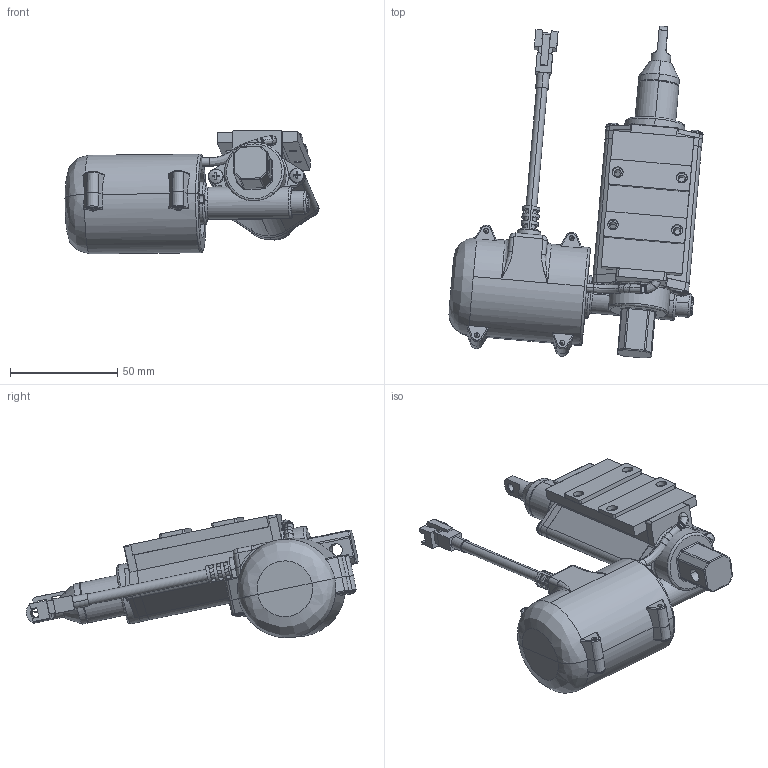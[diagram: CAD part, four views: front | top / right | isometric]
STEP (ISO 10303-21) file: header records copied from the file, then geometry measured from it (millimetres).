
FILE_DESCRIPTION (( 'STEP AP214' ), '1' );
FILE_NAME ('SKG-02-25-D2.STEP', '2023-12-27T10:34:54', ( '' ), ( '' ), 'SwSTEP 2.0', 'SolidWorks 2021', '' );
FILE_SCHEMA (( 'AUTOMOTIVE_DESIGN' ));
Length unit declared in the file: millimetre
Products named in the file (27): SKG_ASM_1_18; SKG_ASM_1_20; SKG_ASM_1_14; SKG_ASM_1_74; SKG_ASM_1_12; SKG_ASM_1_73; SKG_ASM_1_13; SKG_ASM_1_4; SKG_ASM_1_ASM; SKG_ASM_1_19; SKG_ASM_1_11; SKG_ASM_1_16; SKG_ASM_1_22; SKG_ASM_1_25; SKG_ASM_1_24; SKG_ASM_1_26; 65; SKG_ASM_1_17; SKG_ASM_1_21; 75; SKG_ASM_1_10; SKG_ASM_1_23; SKG_ASM_1_2; SKG_ASM_1_15; SKG_ASM_1_6; SKG-02-25-D2; SKG_ASM_1_8
Assembly tree (28 placements, depth 3):
  SKG-02-25-D2
    SKG_ASM_1_ASM
      SKG_ASM_1_2
      SKG_ASM_1_10
      SKG_ASM_1_11
      SKG_ASM_1_14
      SKG_ASM_1_15
      SKG_ASM_1_16
      SKG_ASM_1_17
      SKG_ASM_1_18
      SKG_ASM_1_19
      SKG_ASM_1_20
      SKG_ASM_1_21
      SKG_ASM_1_22
      SKG_ASM_1_23
      SKG_ASM_1_24
      SKG_ASM_1_25
      SKG_ASM_1_73
      SKG_ASM_1_74
    65
    SKG_ASM_1_4
    SKG_ASM_1_6
    SKG_ASM_1_8  x2
    SKG_ASM_1_26  x2
    75
    SKG_ASM_1_13
    SKG_ASM_1_12
Bounding box: 118.43 x 154.79 x 57.64 mm (x, y, z)
Volume: 97688.5 mm3; surface area: 89036.4 mm2
Topology: 26 solids, 29 shells, 1360 faces, 3610 edges, 2358 vertices
Faces by surface type: plane 546, cylinder 546, bspline 172, cone 96
Entity records: 77022 total; most frequent: CARTESIAN_POINT 44746, ORIENTED_EDGE 7000, DIRECTION 5744, EDGE_CURVE 3503, VERTEX_POINT 2294, AXIS2_PLACEMENT_3D 2035, LINE 1674, VECTOR 1674
